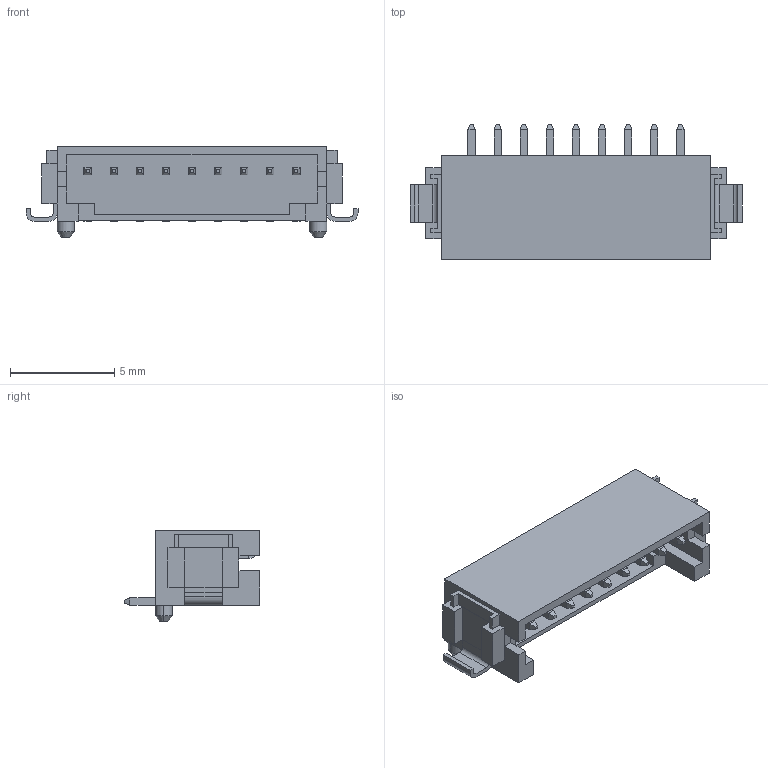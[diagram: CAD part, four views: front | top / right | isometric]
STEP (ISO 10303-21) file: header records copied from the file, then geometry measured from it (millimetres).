
FILE_DESCRIPTION((''),'2;1');
FILE_NAME('HIROSE_DF13-9P-1.25H(50).stp','2014-10-22T17:19:32',(''),(''),'Mechanical Desktop 2011','Mechanical Desktop 2011',', , ');
FILE_SCHEMA(('AUTOMOTIVE_DESIGN { 1 2 10303 214 1 1 1 1 }'));
Length unit declared in the file: millimetre
Products named in the file (1): Product
Bounding box: 15.9 x 6.5 x 4.4 mm (x, y, z)
Volume: 132.9 mm3; surface area: 488.1 mm2
Topology: 31 solids, 31 shells, 378 faces, 872 edges, 556 vertices
Faces by surface type: plane 252, bspline 87, cylinder 35, cone 4
Entity records: 10531 total; most frequent: CARTESIAN_POINT 2124, ORIENTED_EDGE 1744, DIRECTION 1538, EDGE_CURVE 872, VECTOR 790, LINE 790, VERTEX_POINT 556, EDGE_LOOP 378
